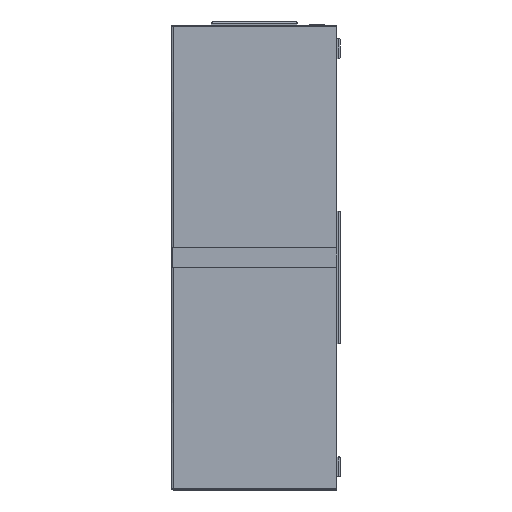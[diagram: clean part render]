
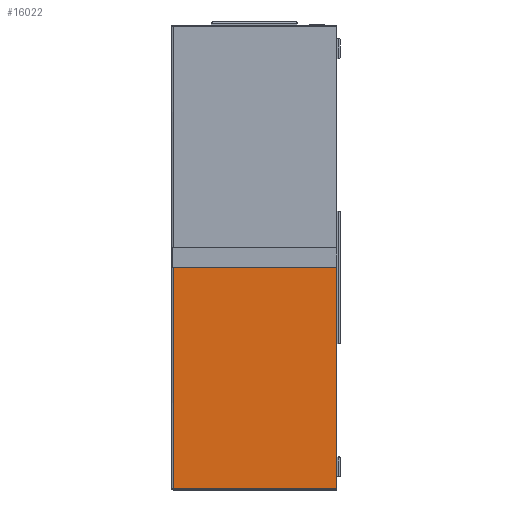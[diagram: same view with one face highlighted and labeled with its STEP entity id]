
A CAD part, left-side view. The second image highlights one B-rep face of the part: STEP entity #16022.
In plain terms, the highlighted planar face has unit normal (-1, 0, 0).
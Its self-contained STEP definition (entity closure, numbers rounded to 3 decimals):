
#69 = PLANE ( 'NONE',  #31070 ) ;
#2035 = CARTESIAN_POINT ( 'NONE',  ( -52.5, 24.7, -34.8 ) ) ;
#2583 = EDGE_CURVE ( 'NONE', #26957, #32661, #8974, .T. ) ;
#2659 = CARTESIAN_POINT ( 'NONE',  ( -52.5, 24.9, -34.8 ) ) ;
#6878 = VERTEX_POINT ( 'NONE', #25256 ) ;
#7373 = DIRECTION ( 'NONE',  ( 0., 0., 1. ) ) ;
#8299 = DIRECTION ( 'NONE',  ( 0., -1., 0. ) ) ;
#8842 = ORIENTED_EDGE ( 'NONE', *, *, #29843, .T. ) ;
#8974 = LINE ( 'NONE', #24093, #15769 ) ;
#10023 = EDGE_LOOP ( 'NONE', ( #24846, #25223, #8842, #33523 ) ) ;
#10223 = VERTEX_POINT ( 'NONE', #2035 ) ;
#14814 = DIRECTION ( 'NONE',  ( 1., 0., 0. ) ) ;
#15769 = VECTOR ( 'NONE', #30087, 1000. ) ;
#16022 = ADVANCED_FACE ( 'NONE', ( #37912 ), #69, .F. ) ;
#20415 = DIRECTION ( 'NONE',  ( 0., 0., -1. ) ) ;
#21284 = CARTESIAN_POINT ( 'NONE',  ( -52.5, 24.7, -1.5 ) ) ;
#22581 = EDGE_CURVE ( 'NONE', #32661, #10223, #27795, .T. ) ;
#22762 = DIRECTION ( 'NONE',  ( 0., 0., -1. ) ) ;
#24093 = CARTESIAN_POINT ( 'NONE',  ( -52.5, 24.8, -1.5 ) ) ;
#24846 = ORIENTED_EDGE ( 'NONE', *, *, #22581, .T. ) ;
#25223 = ORIENTED_EDGE ( 'NONE', *, *, #34778, .T. ) ;
#25256 = CARTESIAN_POINT ( 'NONE',  ( -52.5, 0., -34.8 ) ) ;
#26957 = VERTEX_POINT ( 'NONE', #30985 ) ;
#27740 = VECTOR ( 'NONE', #7373, 1000. ) ;
#27795 = LINE ( 'NONE', #34458, #31438 ) ;
#27922 = CARTESIAN_POINT ( 'NONE',  ( -52.5, 0., 35. ) ) ;
#28690 = LINE ( 'NONE', #27922, #27740 ) ;
#29843 = EDGE_CURVE ( 'NONE', #6878, #26957, #28690, .T. ) ;
#30087 = DIRECTION ( 'NONE',  ( 0., 1., 0. ) ) ;
#30985 = CARTESIAN_POINT ( 'NONE',  ( -52.5, 0., -1.5 ) ) ;
#31070 = AXIS2_PLACEMENT_3D ( 'NONE', #32296, #14814, #20415 ) ;
#31438 = VECTOR ( 'NONE', #22762, 1000. ) ;
#32009 = VECTOR ( 'NONE', #8299, 1000. ) ;
#32296 = CARTESIAN_POINT ( 'NONE',  ( -52.5, 24.9, 35. ) ) ;
#32661 = VERTEX_POINT ( 'NONE', #21284 ) ;
#33523 = ORIENTED_EDGE ( 'NONE', *, *, #2583, .T. ) ;
#34458 = CARTESIAN_POINT ( 'NONE',  ( -52.5, 24.7, -35. ) ) ;
#34778 = EDGE_CURVE ( 'NONE', #10223, #6878, #35509, .T. ) ;
#35509 = LINE ( 'NONE', #2659, #32009 ) ;
#37912 = FACE_OUTER_BOUND ( 'NONE', #10023, .T. ) ;
